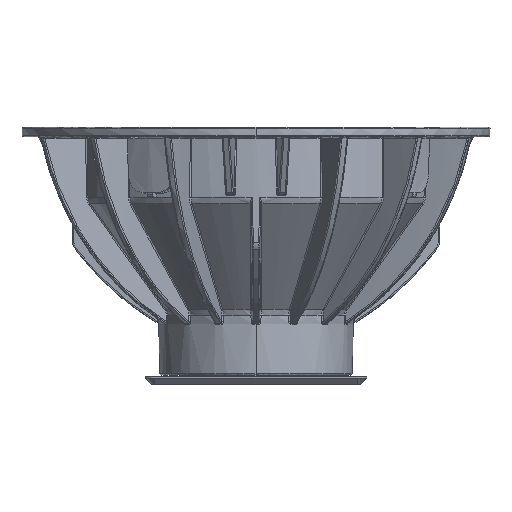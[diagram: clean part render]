
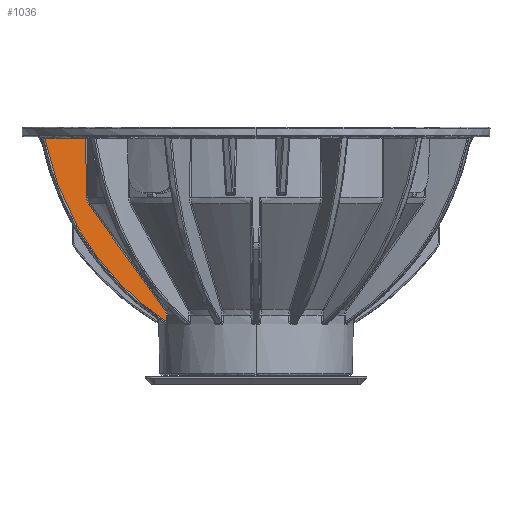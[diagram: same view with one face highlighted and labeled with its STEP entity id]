
A CAD part, left-side view. The second image highlights one B-rep face of the part: STEP entity #1036.
In plain terms, the highlighted free-form (B-spline) face has degree [3, 1] with [10, 2] control points.
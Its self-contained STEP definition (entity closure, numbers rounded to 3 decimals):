
#36=B_SPLINE_SURFACE_WITH_KNOTS('',3,1,((#44994,#44995),(#44996,#44997),
(#44998,#44999),(#45000,#45001),(#45002,#45003),(#45004,#45005),(#45006,
#45007),(#45008,#45009),(#45010,#45011),(#45012,#45013)),.UNSPECIFIED.,
 .F.,.F.,.F.,(4,2,2,2,4),(2,2),(0.,24.108,48.217,72.325,
96.434),(0.,182.046),.UNSPECIFIED.);
#1036=ADVANCED_FACE('',(#2162),#36,.T.);
#2162=FACE_OUTER_BOUND('',#3305,.T.);
#3305=EDGE_LOOP('',(#7835,#7836,#7837,#7838,#7839,#7840,#7841));
#7835=ORIENTED_EDGE('',*,*,#10615,.F.);
#7836=ORIENTED_EDGE('',*,*,#10620,.F.);
#7837=ORIENTED_EDGE('',*,*,#10627,.F.);
#7838=ORIENTED_EDGE('',*,*,#10632,.F.);
#7839=ORIENTED_EDGE('',*,*,#10878,.F.);
#7840=ORIENTED_EDGE('',*,*,#10606,.F.);
#7841=ORIENTED_EDGE('',*,*,#10608,.F.);
#10606=EDGE_CURVE('',#15592,#15596,#13910,.T.);
#10608=EDGE_CURVE('',#15598,#15592,#13912,.T.);
#10615=EDGE_CURVE('',#15602,#15598,#13918,.T.);
#10620=EDGE_CURVE('',#15606,#15602,#13923,.T.);
#10627=EDGE_CURVE('',#15610,#15606,#13930,.T.);
#10632=EDGE_CURVE('',#15614,#15610,#13933,.T.);
#10878=EDGE_CURVE('',#15596,#15614,#12260,.T.);
#12260=B_SPLINE_CURVE_WITH_KNOTS('',3,(#55925,#55926,#55927,#55928,#55929,
#55930),.UNSPECIFIED.,.F.,.F.,(4,2,4),(0.,0.5,1.),.UNSPECIFIED.);
#13910=(
BOUNDED_CURVE()
B_SPLINE_CURVE(3,(#54736,#54737,#54738,#54739,#54740,#54741,#54742),
 .UNSPECIFIED.,.F.,.F.)
B_SPLINE_CURVE_WITH_KNOTS((4,3,4),(0.,0.5,1.),
 .UNSPECIFIED.)
CURVE()
GEOMETRIC_REPRESENTATION_ITEM()
RATIONAL_B_SPLINE_CURVE((1.,1.,1.,1.,
1.,1.,1.))
REPRESENTATION_ITEM('')
);
#13912=(
BOUNDED_CURVE()
B_SPLINE_CURVE(3,(#54747,#54748,#54749,#54750),.UNSPECIFIED.,.F.,.F.)
B_SPLINE_CURVE_WITH_KNOTS((4,4),(0.,24.045),.UNSPECIFIED.)
CURVE()
GEOMETRIC_REPRESENTATION_ITEM()
RATIONAL_B_SPLINE_CURVE((1.,1.,1.,1.))
REPRESENTATION_ITEM('')
);
#13918=(
BOUNDED_CURVE()
B_SPLINE_CURVE(3,(#54784,#54785,#54786,#54787),.UNSPECIFIED.,.F.,.F.)
B_SPLINE_CURVE_WITH_KNOTS((4,4),(0.,1.),.UNSPECIFIED.)
CURVE()
GEOMETRIC_REPRESENTATION_ITEM()
RATIONAL_B_SPLINE_CURVE((1.,1.,1.,1.))
REPRESENTATION_ITEM('')
);
#13923=(
BOUNDED_CURVE()
B_SPLINE_CURVE(3,(#54803,#54804,#54805,#54806),.UNSPECIFIED.,.F.,.F.)
B_SPLINE_CURVE_WITH_KNOTS((4,4),(0.,54.149),.UNSPECIFIED.)
CURVE()
GEOMETRIC_REPRESENTATION_ITEM()
RATIONAL_B_SPLINE_CURVE((1.,1.,1.,1.))
REPRESENTATION_ITEM('')
);
#13930=(
BOUNDED_CURVE()
B_SPLINE_CURVE(3,(#54828,#54829,#54830,#54831),.UNSPECIFIED.,.F.,.F.)
B_SPLINE_CURVE_WITH_KNOTS((4,4),(0.,1.),.UNSPECIFIED.)
CURVE()
GEOMETRIC_REPRESENTATION_ITEM()
RATIONAL_B_SPLINE_CURVE((1.,1.,1.,1.))
REPRESENTATION_ITEM('')
);
#13933=(
BOUNDED_CURVE()
B_SPLINE_CURVE(3,(#54843,#54844,#54845,#54846),.UNSPECIFIED.,.F.,.F.)
B_SPLINE_CURVE_WITH_KNOTS((4,4),(0.,1.),.UNSPECIFIED.)
CURVE()
GEOMETRIC_REPRESENTATION_ITEM()
RATIONAL_B_SPLINE_CURVE((1.,1.,1.,1.))
REPRESENTATION_ITEM('')
);
#15592=VERTEX_POINT('',#48241);
#15596=VERTEX_POINT('',#48245);
#15598=VERTEX_POINT('',#48247);
#15602=VERTEX_POINT('',#48251);
#15606=VERTEX_POINT('',#48255);
#15610=VERTEX_POINT('',#48259);
#15614=VERTEX_POINT('',#48263);
#44994=CARTESIAN_POINT('',(-39.657,85.643,134.847));
#44995=CARTESIAN_POINT('',(-35.06,86.898,-47.134));
#44996=CARTESIAN_POINT('',(-39.004,84.034,127.003));
#44997=CARTESIAN_POINT('',(-34.463,85.492,-54.98));
#44998=CARTESIAN_POINT('',(-38.054,81.741,119.328));
#44999=CARTESIAN_POINT('',(-33.533,83.248,-62.652));
#45000=CARTESIAN_POINT('',(-35.569,75.731,104.657));
#45001=CARTESIAN_POINT('',(-31.083,77.34,-77.323));
#45002=CARTESIAN_POINT('',(-34.035,72.027,97.66));
#45003=CARTESIAN_POINT('',(-29.56,73.665,-84.32));
#45004=CARTESIAN_POINT('',(-30.447,63.361,84.647));
#45005=CARTESIAN_POINT('',(-25.989,65.047,-97.334));
#45006=CARTESIAN_POINT('',(-28.392,58.402,78.631));
#45007=CARTESIAN_POINT('',(-23.942,60.105,-103.349));
#45008=CARTESIAN_POINT('',(-23.852,47.439,67.842));
#45009=CARTESIAN_POINT('',(-19.413,49.171,-114.138));
#45010=CARTESIAN_POINT('',(-21.365,41.436,63.069));
#45011=CARTESIAN_POINT('',(-16.931,43.181,-118.911));
#45012=CARTESIAN_POINT('',(-18.717,35.041,59.022));
#45013=CARTESIAN_POINT('',(-14.287,36.797,-122.959));
#48241=CARTESIAN_POINT('',(-31.439,69.13,43.37));
#48245=CARTESIAN_POINT('',(-37.195,85.738,43.37));
#48247=CARTESIAN_POINT('',(-30.646,68.801,19.34));
#48251=CARTESIAN_POINT('',(-30.206,67.84,16.392));
#48255=CARTESIAN_POINT('',(-17.155,37.163,-26.269));
#48259=CARTESIAN_POINT('',(-16.787,36.401,-28.627));
#48263=CARTESIAN_POINT('',(-16.704,36.368,-31.115));
#54736=CARTESIAN_POINT('',(-31.439,69.13,43.37));
#54737=CARTESIAN_POINT('',(-32.459,71.881,43.37));
#54738=CARTESIAN_POINT('',(-33.466,74.638,43.37));
#54739=CARTESIAN_POINT('',(-34.442,77.402,43.37));
#54740=CARTESIAN_POINT('',(-35.418,80.167,43.37));
#54741=CARTESIAN_POINT('',(-36.391,82.935,43.37));
#54742=CARTESIAN_POINT('',(-37.195,85.738,43.37));
#54747=CARTESIAN_POINT('',(-30.646,68.801,19.34));
#54748=CARTESIAN_POINT('',(-30.911,68.911,27.35));
#54749=CARTESIAN_POINT('',(-31.175,69.021,35.36));
#54750=CARTESIAN_POINT('',(-31.439,69.13,43.37));
#54784=CARTESIAN_POINT('',(-30.206,67.84,16.392));
#54785=CARTESIAN_POINT('',(-30.456,68.447,17.233));
#54786=CARTESIAN_POINT('',(-30.611,68.787,18.277));
#54787=CARTESIAN_POINT('',(-30.646,68.801,19.34));
#54803=CARTESIAN_POINT('',(-17.155,37.163,-26.269));
#54804=CARTESIAN_POINT('',(-21.589,47.354,-12.049));
#54805=CARTESIAN_POINT('',(-25.977,57.565,2.172));
#54806=CARTESIAN_POINT('',(-30.206,67.84,16.392));
#54828=CARTESIAN_POINT('',(-16.787,36.401,-28.627));
#54829=CARTESIAN_POINT('',(-16.815,36.412,-27.776));
#54830=CARTESIAN_POINT('',(-16.945,36.681,-26.942));
#54831=CARTESIAN_POINT('',(-17.155,37.163,-26.269));
#54843=CARTESIAN_POINT('',(-16.704,36.368,-31.115));
#54844=CARTESIAN_POINT('',(-16.731,36.379,-30.286));
#54845=CARTESIAN_POINT('',(-16.759,36.39,-29.456));
#54846=CARTESIAN_POINT('',(-16.787,36.401,-28.627));
#55925=CARTESIAN_POINT('',(-37.195,85.738,43.37));
#55926=CARTESIAN_POINT('',(-35.894,82.673,27.918));
#55927=CARTESIAN_POINT('',(-33.429,76.718,13.359));
#55928=CARTESIAN_POINT('',(-26.388,59.742,-12.26));
#55929=CARTESIAN_POINT('',(-21.88,48.868,-23.063));
#55930=CARTESIAN_POINT('',(-16.704,36.368,-31.115));
